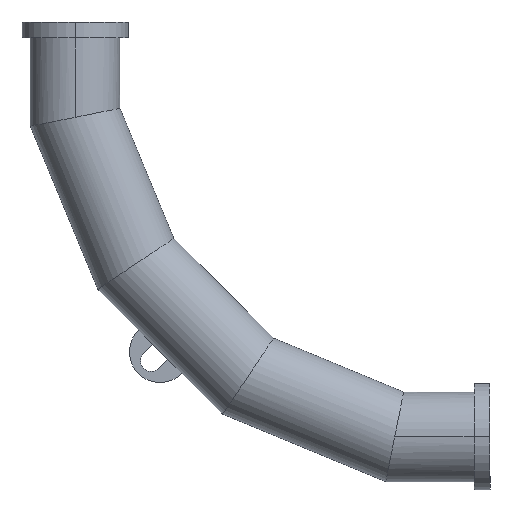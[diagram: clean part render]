
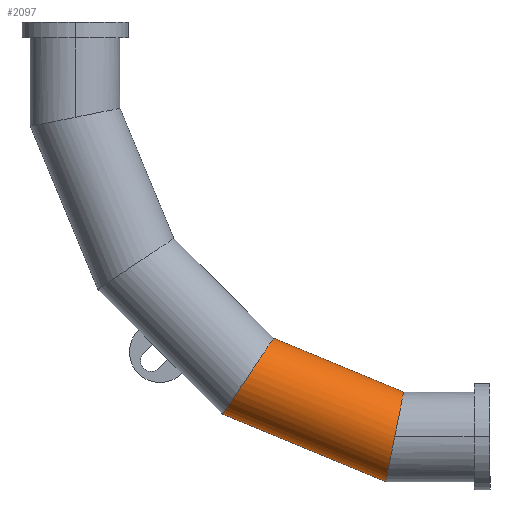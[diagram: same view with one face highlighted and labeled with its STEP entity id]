
A CAD part, left-side view. The second image highlights one B-rep face of the part: STEP entity #2097.
In plain terms, the highlighted cylindrical face has radius 84.15 mm (diameter 168.3 mm), a partial arc.
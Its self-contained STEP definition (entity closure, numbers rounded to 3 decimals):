
#39 = CARTESIAN_POINT ( 'NONE',  ( 0., -617.554, -695.85 ) ) ;
#53 = CARTESIAN_POINT ( 'NONE',  ( 0., -325.159, -665.819 ) ) ;
#161 = EDGE_CURVE ( 'NONE', #1525, #1019, #1632, .T. ) ;
#199 = CARTESIAN_POINT ( 'NONE',  ( -84.15, -600.816, -780. ) ) ;
#207 = CARTESIAN_POINT ( 'NONE',  ( -49.294, -617.554, -695.85 ) ) ;
#220 = EDGE_LOOP ( 'NONE', ( #2149, #786, #1908, #2213, #1171 ) ) ;
#271 = EDGE_CURVE ( 'Defeatured_0_2+Defeatured_0_1+Defeatured_0_1+Defeatured_0_1', #1019, #531, #1205, .T. ) ;
#309 =( BOUNDED_CURVE ( )  B_SPLINE_CURVE ( 3, ( #199, #1883, #207, #754 ),
 .UNSPECIFIED., .F., .F. ) 
 B_SPLINE_CURVE_WITH_KNOTS ( ( 4, 4 ),
 ( 4.712, 6.283 ),
 .UNSPECIFIED. ) 
 CURVE ( )  GEOMETRIC_REPRESENTATION_ITEM ( )  RATIONAL_B_SPLINE_CURVE ( ( 1., 0.805, 0.805, 1. ) ) 
 REPRESENTATION_ITEM ( '' )  );
#436 = VECTOR ( 'NONE', #1822, 1000. ) ;
#531 = VERTEX_POINT ( 'NONE', #800 ) ;
#553 = CARTESIAN_POINT ( 'NONE',  ( -84.15, -591.011, -829.294 ) ) ;
#668 = CARTESIAN_POINT ( 'NONE',  ( 0., -584.077, -864.15 ) ) ;
#734 = CARTESIAN_POINT ( 'NONE',  ( -168.3, -277.492, -737.158 ) ) ;
#754 = CARTESIAN_POINT ( 'NONE',  ( 0., -617.554, -695.85 ) ) ;
#786 = ORIENTED_EDGE ( 'NONE', *, *, #161, .T. ) ;
#800 = CARTESIAN_POINT ( 'NONE',  ( -84.15, -600.816, -780. ) ) ;
#1019 = VERTEX_POINT ( 'NONE', #668 ) ;
#1057 = CYLINDRICAL_SURFACE ( 'NONE', #1388, 84.15 ) ;
#1171 = ORIENTED_EDGE ( 'NONE', *, *, #1616, .F. ) ;
#1205 =( BOUNDED_CURVE ( )  B_SPLINE_CURVE ( 3, ( #1510, #2425, #553, #1479 ),
 .UNSPECIFIED., .F., .F. ) 
 B_SPLINE_CURVE_WITH_KNOTS ( ( 4, 4 ),
 ( 3.142, 4.712 ),
 .UNSPECIFIED. ) 
 CURVE ( )  GEOMETRIC_REPRESENTATION_ITEM ( )  RATIONAL_B_SPLINE_CURVE ( ( 1., 0.805, 0.805, 1. ) ) 
 REPRESENTATION_ITEM ( '' )  );
#1234 = CARTESIAN_POINT ( 'NONE',  ( 0., -277.492, -737.158 ) ) ;
#1256 = DIRECTION ( 'NONE',  ( 0., -0.924, -0.383 ) ) ;
#1267 = CARTESIAN_POINT ( 'NONE',  ( 0., -372.826, -594.48 ) ) ;
#1302 = FACE_OUTER_BOUND ( 'NONE', #220, .T. ) ;
#1351 = VERTEX_POINT ( 'NONE', #1899 ) ;
#1388 = AXIS2_PLACEMENT_3D ( 'NONE', #53, #1541, #2278 ) ;
#1479 = CARTESIAN_POINT ( 'NONE',  ( -84.15, -600.816, -780. ) ) ;
#1483 = CARTESIAN_POINT ( 'NONE',  ( 0., -277.492, -737.158 ) ) ;
#1510 = CARTESIAN_POINT ( 'NONE',  ( 0., -584.077, -864.15 ) ) ;
#1525 = VERTEX_POINT ( 'NONE', #1234 ) ;
#1541 = DIRECTION ( 'NONE',  ( 0., -0.924, -0.383 ) ) ;
#1616 = EDGE_CURVE ( 'NONE', #1351, #2027, #1796, .T. ) ;
#1631 = EDGE_CURVE ( 'Defeatured_0_0+Defeatured_0_2+Defeatured_0_2+Defeatured_0_2', #1525, #1351, #1911, .T. ) ;
#1632 = LINE ( 'NONE', #1831, #436 ) ;
#1742 = EDGE_CURVE ( 'Defeatured_0_2+Defeatured_0_1+Defeatured_0_1+Defeatured_0_1', #531, #2027, #309, .T. ) ;
#1796 = LINE ( 'NONE', #2024, #2423 ) ;
#1822 = DIRECTION ( 'NONE',  ( 0., -0.924, -0.383 ) ) ;
#1831 = CARTESIAN_POINT ( 'NONE',  ( 0., -292.956, -743.564 ) ) ;
#1883 = CARTESIAN_POINT ( 'NONE',  ( -84.15, -610.621, -730.706 ) ) ;
#1899 = CARTESIAN_POINT ( 'NONE',  ( 0., -372.826, -594.48 ) ) ;
#1908 = ORIENTED_EDGE ( 'NONE', *, *, #271, .T. ) ;
#1911 =( BOUNDED_CURVE ( )  B_SPLINE_CURVE ( 3, ( #1483, #734, #2401, #1267 ),
 .UNSPECIFIED., .F., .F. ) 
 B_SPLINE_CURVE_WITH_KNOTS ( ( 4, 4 ),
 ( 3.142, 6.283 ),
 .UNSPECIFIED. ) 
 CURVE ( )  GEOMETRIC_REPRESENTATION_ITEM ( )  RATIONAL_B_SPLINE_CURVE ( ( 1., 0.333, 0.333, 1. ) ) 
 REPRESENTATION_ITEM ( '' )  );
#2024 = CARTESIAN_POINT ( 'NONE',  ( 0., -357.362, -588.075 ) ) ;
#2027 = VERTEX_POINT ( 'NONE', #39 ) ;
#2097 = ADVANCED_FACE ( 'Defeatured_0_2', ( #1302 ), #1057, .T. ) ;
#2149 = ORIENTED_EDGE ( 'NONE', *, *, #1631, .F. ) ;
#2213 = ORIENTED_EDGE ( 'NONE', *, *, #1742, .T. ) ;
#2278 = DIRECTION ( 'NONE',  ( 0., -0.383, 0.924 ) ) ;
#2401 = CARTESIAN_POINT ( 'NONE',  ( -168.3, -372.826, -594.48 ) ) ;
#2423 = VECTOR ( 'NONE', #1256, 1000. ) ;
#2425 = CARTESIAN_POINT ( 'NONE',  ( -49.294, -584.077, -864.15 ) ) ;
